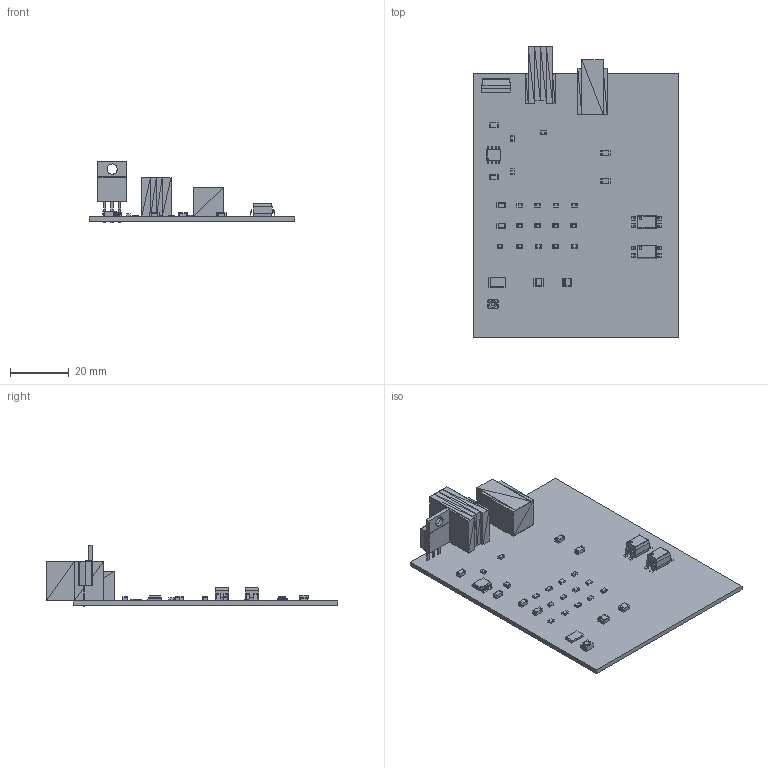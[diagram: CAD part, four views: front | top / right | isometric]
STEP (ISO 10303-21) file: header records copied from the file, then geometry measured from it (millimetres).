
FILE_DESCRIPTION(('for SolidWorks'),'2;1');
FILE_NAME('audio-detector.step','2021-04-01T20:42:12',('konrad'),(''), 'Open CASCADE STEP processor 6.6','DipTrace','Unknown');
FILE_SCHEMA(('AUTOMOTIVE_DESIGN { 1 0 10303 214 1 1 1 1 }'));
Length unit declared in the file: millimetre
Products named in the file (13): PCB_audio-detector; Board_audio-detector; CAP_1206_N; CAP_0805_N; DIO_1210_N; ICL7660CSA; TSOP2236; aa3528; SWITCH_SMD_3x6mm; RES_0805_N; TV-817S-A; Unitra_3.5mm_Audio_Jack; RCJ-041
Assembly tree (33 placements, depth 2):
  PCB_audio-detector
    Board_audio-detector
    CAP_1206_N  x6
    CAP_0805_N
    DIO_1210_N  x2
    ICL7660CSA
    TSOP2236
    aa3528
    SWITCH_SMD_3x6mm
    RES_0805_N  x15
    TV-817S-A  x2
    Unitra_3.5mm_Audio_Jack
    RCJ-041
Bounding box: 70 x 99.19 x 20.9 mm (x, y, z)
Volume: 10844.2 mm3; surface area: 16779.7 mm2
Topology: 103 solids, 190 shells, 1931 faces, 4605 edges, 2792 vertices
Faces by surface type: plane 997, cylinder 606, sphere 200, bspline 122, torus 4, cone 2
Full cylindrical faces by diameter (mm): 0.42 x2, 0.92 x4, 1 x2, 3.5 x1
Entity records: 35254 total; most frequent: CARTESIAN_POINT 11399, ORIENTED_EDGE 4272, DIRECTION 4041, EDGE_CURVE 2277, LINE 1683, VECTOR 1683, VERTEX_POINT 1539, AXIS2_PLACEMENT_3D 1179
